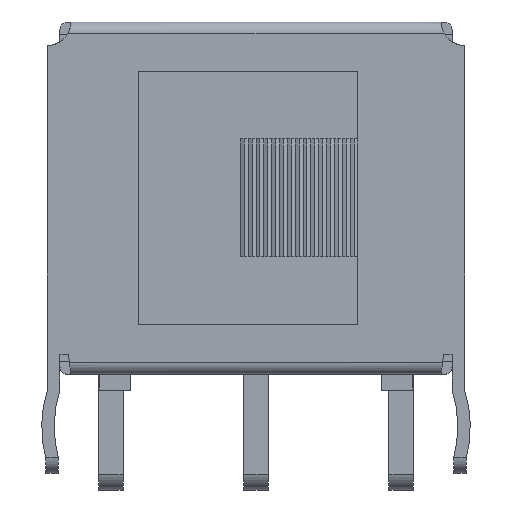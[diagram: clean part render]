
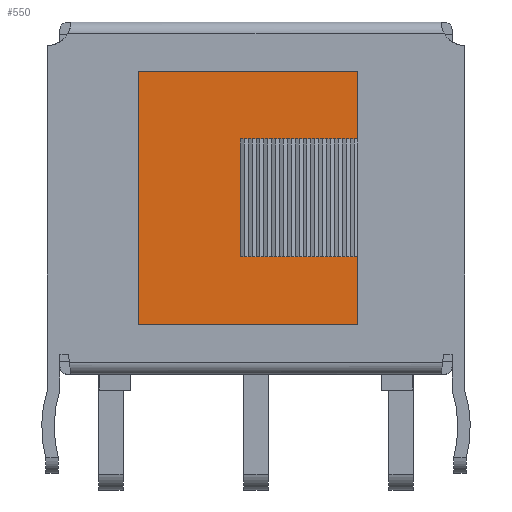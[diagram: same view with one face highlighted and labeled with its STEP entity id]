
A CAD part, top view. The second image highlights one B-rep face of the part: STEP entity #550.
In plain terms, the highlighted planar face has unit normal (0, 0, 1).
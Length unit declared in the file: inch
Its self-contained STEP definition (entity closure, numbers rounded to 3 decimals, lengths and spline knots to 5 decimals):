
#550 = ADVANCED_FACE( '', ( #1209 ), #1210, .T. );
#1209 = FACE_OUTER_BOUND( '', #2012, .T. );
#1210 = PLANE( '', #2013 );
#2012 = EDGE_LOOP( '', ( #3372, #3373, #3374, #3375, #3376, #3377, #3378, #3379 ) );
#2013 = AXIS2_PLACEMENT_3D( '', #3380, #3381, #3382 );
#3372 = ORIENTED_EDGE( '', *, *, #5061, .T. );
#3373 = ORIENTED_EDGE( '', *, *, #5464, .T. );
#3374 = ORIENTED_EDGE( '', *, *, #5465, .F. );
#3375 = ORIENTED_EDGE( '', *, *, #5466, .F. );
#3376 = ORIENTED_EDGE( '', *, *, #5064, .T. );
#3377 = ORIENTED_EDGE( '', *, *, #5006, .T. );
#3378 = ORIENTED_EDGE( '', *, *, #5467, .T. );
#3379 = ORIENTED_EDGE( '', *, *, #5468, .T. );
#3380 = CARTESIAN_POINT( '', ( 0., 0., 0. ) );
#3381 = DIRECTION( '', ( 0., 0., 1. ) );
#3382 = DIRECTION( '', ( 1., 0., 0. ) );
#5006 = EDGE_CURVE( '', #6003, #6004, #6005, .T. );
#5061 = EDGE_CURVE( '', #6102, #6100, #6103, .T. );
#5064 = EDGE_CURVE( '', #6107, #6003, #6108, .T. );
#5464 = EDGE_CURVE( '', #6100, #6770, #6771, .T. );
#5465 = EDGE_CURVE( '', #6772, #6770, #6773, .T. );
#5466 = EDGE_CURVE( '', #6107, #6772, #6774, .T. );
#5467 = EDGE_CURVE( '', #6004, #6775, #6776, .T. );
#5468 = EDGE_CURVE( '', #6775, #6102, #6777, .T. );
#6003 = VERTEX_POINT( '', #7464 );
#6004 = VERTEX_POINT( '', #7465 );
#6005 = LINE( '', #7466, #7467 );
#6100 = VERTEX_POINT( '', #7604 );
#6102 = VERTEX_POINT( '', #7607 );
#6103 = LINE( '', #7608, #7609 );
#6107 = VERTEX_POINT( '', #7615 );
#6108 = LINE( '', #7616, #7617 );
#6770 = VERTEX_POINT( '', #8604 );
#6771 = LINE( '', #8605, #8606 );
#6772 = VERTEX_POINT( '', #8607 );
#6773 = LINE( '', #8608, #8609 );
#6774 = LINE( '', #8610, #8611 );
#6775 = VERTEX_POINT( '', #8612 );
#6776 = LINE( '', #8613, #8614 );
#6777 = LINE( '', #8615, #8616 );
#7464 = CARTESIAN_POINT( '', ( 0.075, 0.1615, 0. ) );
#7465 = CARTESIAN_POINT( '', ( -0.205, 0.1615, 0. ) );
#7466 = CARTESIAN_POINT( '', ( 0.075, 0.1615, 0. ) );
#7467 = VECTOR( '', #9540, 39.37008 );
#7604 = CARTESIAN_POINT( '', ( 0.075, -0.075, 0. ) );
#7607 = CARTESIAN_POINT( '', ( 0.075, -0.1615, 0. ) );
#7608 = CARTESIAN_POINT( '', ( 0.075, -0.1615, 0. ) );
#7609 = VECTOR( '', #9584, 39.37008 );
#7615 = CARTESIAN_POINT( '', ( 0.075, 0.075, 0. ) );
#7616 = CARTESIAN_POINT( '', ( 0.075, -0.1615, 0. ) );
#7617 = VECTOR( '', #9587, 39.37008 );
#8604 = CARTESIAN_POINT( '', ( -0.075, -0.075, 0. ) );
#8605 = CARTESIAN_POINT( '', ( 0.075, -0.075, 0. ) );
#8606 = VECTOR( '', #10010, 39.37008 );
#8607 = CARTESIAN_POINT( '', ( -0.075, 0.075, 0. ) );
#8608 = CARTESIAN_POINT( '', ( -0.075, 0.075, 0. ) );
#8609 = VECTOR( '', #10011, 39.37008 );
#8610 = CARTESIAN_POINT( '', ( 0.075, 0.075, 0. ) );
#8611 = VECTOR( '', #10012, 39.37008 );
#8612 = CARTESIAN_POINT( '', ( -0.205, -0.1615, 0. ) );
#8613 = CARTESIAN_POINT( '', ( -0.205, 0.1615, 0. ) );
#8614 = VECTOR( '', #10013, 39.37008 );
#8615 = CARTESIAN_POINT( '', ( -0.205, -0.1615, 0. ) );
#8616 = VECTOR( '', #10014, 39.37008 );
#9540 = DIRECTION( '', ( -1., 0., 0. ) );
#9584 = DIRECTION( '', ( 0., 1., 0. ) );
#9587 = DIRECTION( '', ( 0., 1., 0. ) );
#10010 = DIRECTION( '', ( -1., 0., 0. ) );
#10011 = DIRECTION( '', ( 0., -1., 0. ) );
#10012 = DIRECTION( '', ( -1., 0., 0. ) );
#10013 = DIRECTION( '', ( 0., -1., 0. ) );
#10014 = DIRECTION( '', ( 1., 0., 0. ) );
